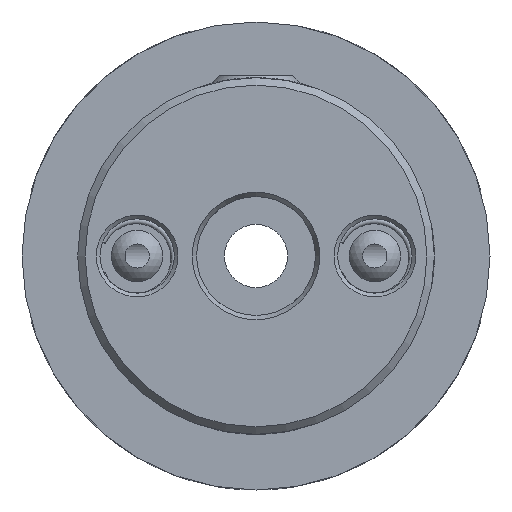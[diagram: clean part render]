
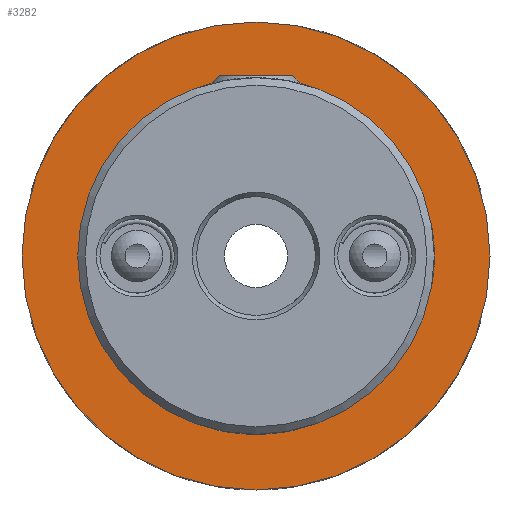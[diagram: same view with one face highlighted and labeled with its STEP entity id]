
A CAD part, left-side view. The second image highlights one B-rep face of the part: STEP entity #3282.
In plain terms, the highlighted planar face has unit normal (-1, 0, 0).
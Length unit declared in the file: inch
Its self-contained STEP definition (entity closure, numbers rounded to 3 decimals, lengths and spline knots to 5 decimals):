
#122=FACE_BOUND('',#592,.T.);
#214=PLANE('',#3646);
#385=FACE_OUTER_BOUND('',#591,.T.);
#591=EDGE_LOOP('',(#2837,#2838));
#592=EDGE_LOOP('',(#2839,#2840));
#774=CIRCLE('',#3644,0.93701);
#775=CIRCLE('',#3645,0.93701);
#776=CIRCLE('',#3647,1.24016);
#777=CIRCLE('',#3648,1.24016);
#1499=VERTEX_POINT('',#7269);
#1500=VERTEX_POINT('',#7270);
#1501=VERTEX_POINT('',#7275);
#1502=VERTEX_POINT('',#7276);
#1963=EDGE_CURVE('',#1499,#1500,#774,.T.);
#1964=EDGE_CURVE('',#1500,#1499,#775,.T.);
#1966=EDGE_CURVE('',#1501,#1502,#776,.T.);
#1967=EDGE_CURVE('',#1502,#1501,#777,.T.);
#2837=ORIENTED_EDGE('',*,*,#1966,.F.);
#2838=ORIENTED_EDGE('',*,*,#1967,.F.);
#2839=ORIENTED_EDGE('',*,*,#1963,.T.);
#2840=ORIENTED_EDGE('',*,*,#1964,.T.);
#3282=ADVANCED_FACE('',(#385,#122),#214,.T.);
#3644=AXIS2_PLACEMENT_3D('',#7271,#4475,#4476);
#3645=AXIS2_PLACEMENT_3D('',#7272,#4477,#4478);
#3646=AXIS2_PLACEMENT_3D('',#7274,#4480,#4481);
#3647=AXIS2_PLACEMENT_3D('',#7277,#4482,#4483);
#3648=AXIS2_PLACEMENT_3D('',#7278,#4484,#4485);
#4475=DIRECTION('center_axis',(1.,0.,0.));
#4476=DIRECTION('ref_axis',(0.,1.,0.));
#4477=DIRECTION('center_axis',(1.,0.,0.));
#4478=DIRECTION('ref_axis',(0.,1.,0.));
#4480=DIRECTION('center_axis',(-1.,0.,0.));
#4481=DIRECTION('ref_axis',(0.,0.,1.));
#4482=DIRECTION('center_axis',(1.,0.,0.));
#4483=DIRECTION('ref_axis',(0.,1.,0.));
#4484=DIRECTION('center_axis',(1.,0.,0.));
#4485=DIRECTION('ref_axis',(0.,1.,0.));
#7269=CARTESIAN_POINT('',(-0.86614,0.93701,0.));
#7270=CARTESIAN_POINT('',(-0.86614,-0.93701,0.));
#7271=CARTESIAN_POINT('Origin',(-0.86614,0.,0.));
#7272=CARTESIAN_POINT('Origin',(-0.86614,0.,0.));
#7274=CARTESIAN_POINT('Origin',(-0.86614,1.08858,0.));
#7275=CARTESIAN_POINT('',(-0.86614,1.24016,0.));
#7276=CARTESIAN_POINT('',(-0.86614,-1.24016,0.));
#7277=CARTESIAN_POINT('Origin',(-0.86614,0.,0.));
#7278=CARTESIAN_POINT('Origin',(-0.86614,0.,0.));
